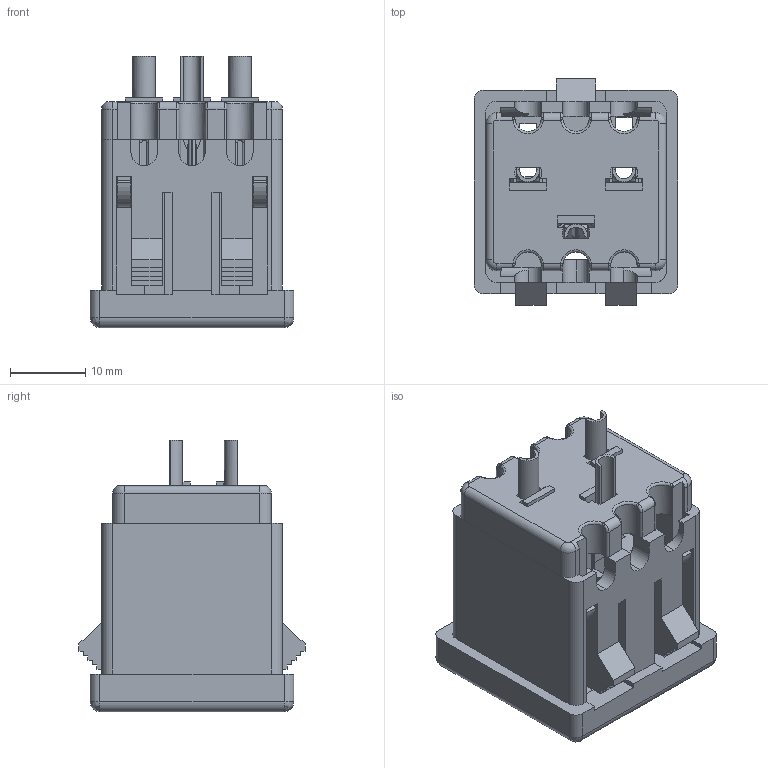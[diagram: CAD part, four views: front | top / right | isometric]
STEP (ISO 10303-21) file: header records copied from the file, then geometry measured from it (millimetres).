
FILE_DESCRIPTION (( 'STEP AP214' ), '1' );
FILE_NAME ('RF-6001.STEP', '2018-11-29T01:04:05', ( '' ), ( '' ), 'SwSTEP 2.0', 'SolidWorks 2016', '' );
FILE_SCHEMA (( 'AUTOMOTIVE_DESIGN' ));
Length unit declared in the file: millimetre
Products named in the file (5): RF6001-003; RF6001CB; RF6001A; RF-6001; RF6001-001
Assembly tree (5 placements, depth 2):
  RF-6001
    RF6001A
    RF6001-001
    RF6001-003  x2
    RF6001CB
Bounding box: 27 x 30 x 36 mm (x, y, z)
Volume: 9810.8 mm3; surface area: 12077.9 mm2
Topology: 6 solids, 6 shells, 791 faces, 2123 edges, 1345 vertices
Faces by surface type: plane 546, cylinder 149, torus 58, bspline 28, cone 10
Entity records: 22674 total; most frequent: CARTESIAN_POINT 4640, ORIENTED_EDGE 3822, DIRECTION 3588, EDGE_CURVE 1911, LINE 1478, VECTOR 1478, VERTEX_POINT 1216, AXIS2_PLACEMENT_3D 1055
